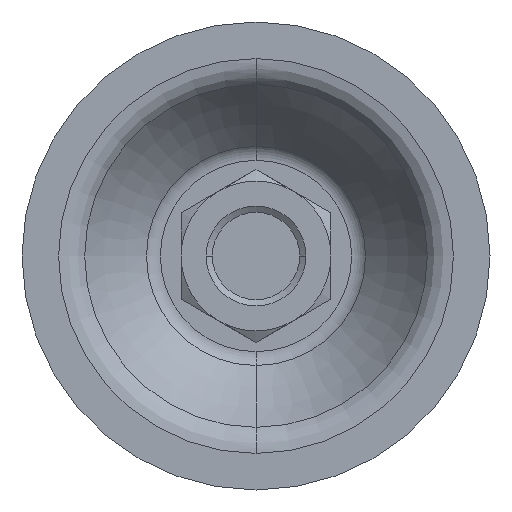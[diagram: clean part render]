
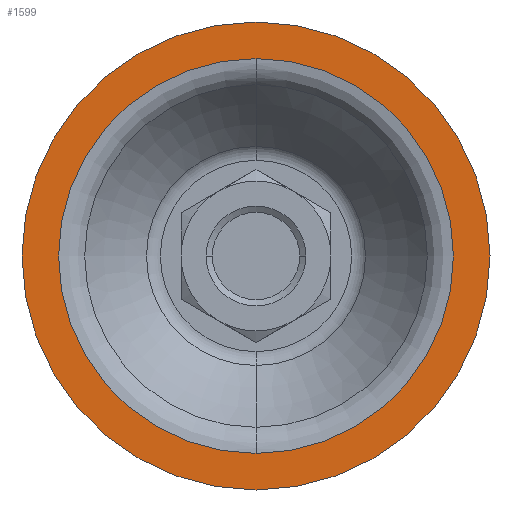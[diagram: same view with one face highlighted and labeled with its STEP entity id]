
A CAD part, front view. The second image highlights one B-rep face of the part: STEP entity #1599.
In plain terms, the highlighted planar face has unit normal (0, -1, 0).
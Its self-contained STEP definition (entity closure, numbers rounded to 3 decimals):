
#127 = DIRECTION ( 'NONE',  ( 0., 0., -1. ) ) ;
#128 = DIRECTION ( 'NONE',  ( 0., 1., 0. ) ) ;
#129 = CARTESIAN_POINT ( 'NONE',  ( 0., 0., 0. ) ) ;
#130 = AXIS2_PLACEMENT_3D ( 'NONE', #129, #128, #127 ) ;
#131 = CIRCLE ( 'NONE', #130, 31.641 ) ;
#141 = DIRECTION ( 'NONE',  ( 0., 0., 1. ) ) ;
#142 = DIRECTION ( 'NONE',  ( 0., 1., 0. ) ) ;
#143 = AXIS2_PLACEMENT_3D ( 'NONE', #148, #142, #141 ) ;
#144 = CIRCLE ( 'NONE', #143, 37.5 ) ;
#148 = CARTESIAN_POINT ( 'NONE',  ( 0., 0., 0. ) ) ;
#174 = CARTESIAN_POINT ( 'NONE',  ( 0., 0., -31.641 ) ) ;
#175 = CARTESIAN_POINT ( 'NONE',  ( 0., 0., -37.5 ) ) ;
#176 = CARTESIAN_POINT ( 'NONE',  ( 0., 0., 37.5 ) ) ;
#231 = DIRECTION ( 'NONE',  ( 0., 0., 1. ) ) ;
#232 = DIRECTION ( 'NONE',  ( 0., 1., 0. ) ) ;
#233 = AXIS2_PLACEMENT_3D ( 'NONE', #241, #232, #231 ) ;
#234 = CIRCLE ( 'NONE', #233, 37.5 ) ;
#241 = CARTESIAN_POINT ( 'NONE',  ( 0., 0., 0. ) ) ;
#1554 = EDGE_CURVE ( 'NONE', #1555, #1623, #2355, .T. ) ;
#1555 = VERTEX_POINT ( 'NONE', #2350 ) ;
#1599 = ADVANCED_FACE ( 'NONE', ( #2516, #2515 ), #2507, .T. ) ;
#1600 = EDGE_LOOP ( 'NONE', ( #1601, #1603 ) ) ;
#1601 = ORIENTED_EDGE ( 'NONE', *, *, #1602, .T. ) ;
#1602 = EDGE_CURVE ( 'NONE', #1623, #1555, #131, .T. ) ;
#1603 = ORIENTED_EDGE ( 'NONE', *, *, #1554, .T. ) ;
#1604 = EDGE_LOOP ( 'NONE', ( #1605, #1679 ) ) ;
#1605 = ORIENTED_EDGE ( 'NONE', *, *, #1619, .F. ) ;
#1619 = EDGE_CURVE ( 'NONE', #1620, #1621, #144, .T. ) ;
#1620 = VERTEX_POINT ( 'NONE', #176 ) ;
#1621 = VERTEX_POINT ( 'NONE', #175 ) ;
#1623 = VERTEX_POINT ( 'NONE', #174 ) ;
#1671 = EDGE_CURVE ( 'NONE', #1621, #1620, #234, .T. ) ;
#1679 = ORIENTED_EDGE ( 'NONE', *, *, #1671, .F. ) ;
#2350 = CARTESIAN_POINT ( 'NONE',  ( 0., 0., 31.641 ) ) ;
#2351 = DIRECTION ( 'NONE',  ( 0., 0., -1. ) ) ;
#2352 = DIRECTION ( 'NONE',  ( 0., 1., 0. ) ) ;
#2353 = CARTESIAN_POINT ( 'NONE',  ( 0., 0., 0. ) ) ;
#2354 = AXIS2_PLACEMENT_3D ( 'NONE', #2353, #2352, #2351 ) ;
#2355 = CIRCLE ( 'NONE', #2354, 31.641 ) ;
#2503 = DIRECTION ( 'NONE',  ( 0., -1., 0. ) ) ;
#2504 = DIRECTION ( 'NONE',  ( 0., 0., -1. ) ) ;
#2507 = PLANE ( 'NONE',  #2509 ) ;
#2508 = CARTESIAN_POINT ( 'NONE',  ( -37.5, 0., 0. ) ) ;
#2509 = AXIS2_PLACEMENT_3D ( 'NONE', #2508, #2503, #2504 ) ;
#2515 = FACE_OUTER_BOUND ( 'NONE', #1604, .T. ) ;
#2516 = FACE_BOUND ( 'NONE', #1600, .T. ) ;
